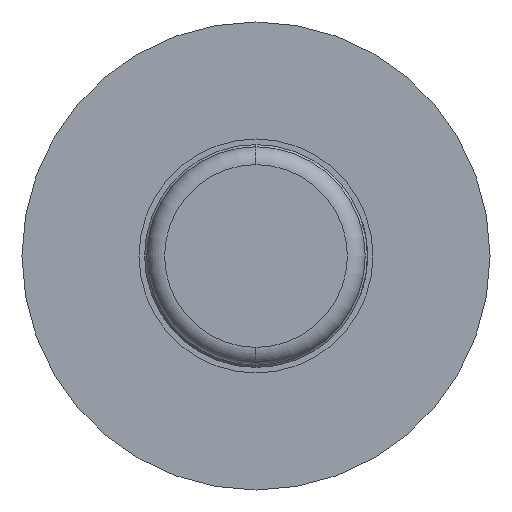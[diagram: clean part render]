
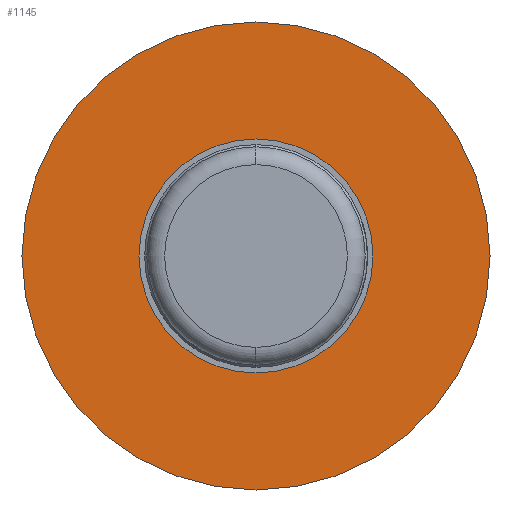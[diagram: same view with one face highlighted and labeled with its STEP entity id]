
A CAD part, left-side view. The second image highlights one B-rep face of the part: STEP entity #1145.
In plain terms, the highlighted planar face has unit normal (-1, 0, 0).
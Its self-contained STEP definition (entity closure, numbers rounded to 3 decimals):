
#1145=ADVANCED_FACE('',(#2244,#2245),#2246,.T.);
#2244=FACE_BOUND('',#3317,.T.);
#2245=FACE_OUTER_BOUND('',#3318,.T.);
#2246=PLANE('',#3319);
#3317=EDGE_LOOP('',(#6660,#6661));
#3318=EDGE_LOOP('',(#6662,#6663));
#3319=AXIS2_PLACEMENT_3D('',#6664,#6665,#6666);
#6660=ORIENTED_EDGE('',*,*,#7909,.T.);
#6661=ORIENTED_EDGE('',*,*,#8012,.T.);
#6662=ORIENTED_EDGE('',*,*,#8015,.T.);
#6663=ORIENTED_EDGE('',*,*,#7902,.T.);
#6664=CARTESIAN_POINT('',(0.0,0.0,0.0));
#6665=DIRECTION('',(-1.0,0.0,0.0));
#6666=DIRECTION('',(0.0,0.0,1.0));
#7902=EDGE_CURVE('',#9824,#9821,#9825,.T.);
#7909=EDGE_CURVE('',#9831,#9835,#9837,.T.);
#8012=EDGE_CURVE('',#9835,#9831,#9986,.T.);
#8015=EDGE_CURVE('',#9821,#9824,#9989,.T.);
#9821=VERTEX_POINT('',#14177);
#9824=VERTEX_POINT('',#14181);
#9825=CIRCLE('',#14182,10.5);
#9831=VERTEX_POINT('',#14189);
#9835=VERTEX_POINT('',#14194);
#9837=CIRCLE('',#14197,5.25);
#9986=CIRCLE('',#14630,5.25);
#9989=CIRCLE('',#14633,10.5);
#14177=CARTESIAN_POINT('',(0.0,0.0,-10.5));
#14181=CARTESIAN_POINT('',(0.0,0.,10.5));
#14182=AXIS2_PLACEMENT_3D('',#16350,#16351,#16352);
#14189=CARTESIAN_POINT('',(0.0,0.0,-5.25));
#14194=CARTESIAN_POINT('',(0.0,0.,5.25));
#14197=AXIS2_PLACEMENT_3D('',#16362,#16363,#16364);
#14630=AXIS2_PLACEMENT_3D('',#16472,#16473,#16474);
#14633=AXIS2_PLACEMENT_3D('',#16478,#16479,#16480);
#16350=CARTESIAN_POINT('',(0.0,0.0,0.0));
#16351=DIRECTION('',(-1.0,0.0,0.0));
#16352=DIRECTION('',(0.0,0.0,-1.0));
#16362=CARTESIAN_POINT('',(0.0,0.0,0.0));
#16363=DIRECTION('',(1.0,-0.0,0.0));
#16364=DIRECTION('',(0.0,0.0,-1.0));
#16472=CARTESIAN_POINT('',(0.0,0.0,0.0));
#16473=DIRECTION('',(1.0,-0.0,0.0));
#16474=DIRECTION('',(0.0,0.0,-1.0));
#16478=CARTESIAN_POINT('',(0.0,0.0,0.0));
#16479=DIRECTION('',(-1.0,0.0,0.0));
#16480=DIRECTION('',(0.0,0.0,-1.0));
